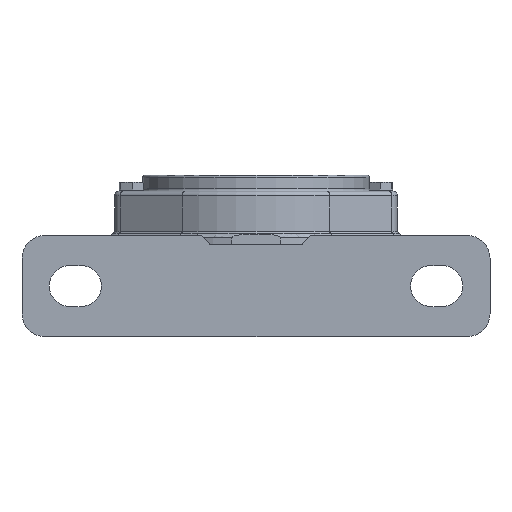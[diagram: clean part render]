
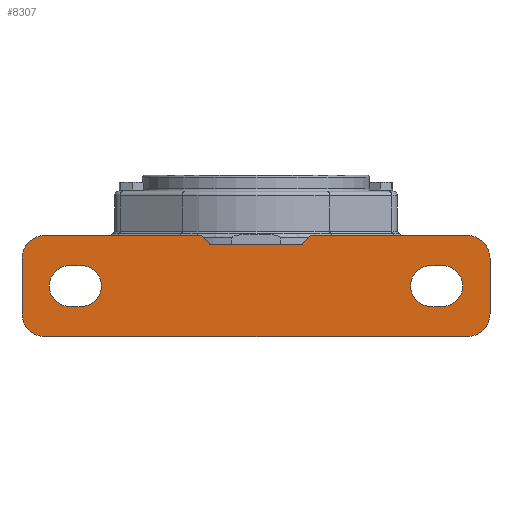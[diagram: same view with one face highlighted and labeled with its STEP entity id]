
A CAD part, front view. The second image highlights one B-rep face of the part: STEP entity #8307.
In plain terms, the highlighted planar face has unit normal (0, -1, 0).
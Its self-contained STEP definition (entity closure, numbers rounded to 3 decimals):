
#251=FACE_BOUND('',#1477,.T.);
#252=FACE_BOUND('',#1478,.T.);
#384=PLANE('',#9237);
#955=FACE_OUTER_BOUND('',#1476,.T.);
#1476=EDGE_LOOP('',(#6736,#6737,#6738,#6739,#6740,#6741,#6742,#6743,#6744,
#6745,#6746,#6747));
#1477=EDGE_LOOP('',(#6748,#6749,#6750,#6751));
#1478=EDGE_LOOP('',(#6752,#6753,#6754,#6755));
#1864=LINE('',#13864,#2381);
#1916=LINE('',#14188,#2433);
#1920=LINE('',#14764,#2437);
#1925=LINE('',#14779,#2442);
#1926=LINE('',#14782,#2443);
#1927=LINE('',#14786,#2444);
#1928=LINE('',#14787,#2445);
#1929=LINE('',#14788,#2446);
#1930=LINE('',#14791,#2447);
#1931=LINE('',#14795,#2448);
#1932=LINE('',#14799,#2449);
#1933=LINE('',#14803,#2450);
#2381=VECTOR('',#10939,10.);
#2433=VECTOR('',#11203,10.);
#2437=VECTOR('',#11257,10.);
#2442=VECTOR('',#11274,10.);
#2443=VECTOR('',#11277,10.);
#2444=VECTOR('',#11280,10.);
#2445=VECTOR('',#11281,10.);
#2446=VECTOR('',#11282,10.);
#2447=VECTOR('',#11283,10.);
#2448=VECTOR('',#11286,10.);
#2449=VECTOR('',#11289,10.);
#2450=VECTOR('',#11292,10.);
#3099=CIRCLE('',#9229,10.);
#3101=CIRCLE('',#9233,10.);
#3102=CIRCLE('',#9235,10.);
#3103=CIRCLE('',#9238,10.);
#3104=CIRCLE('',#9239,9.);
#3105=CIRCLE('',#9240,9.);
#3106=CIRCLE('',#9241,9.);
#3107=CIRCLE('',#9242,9.);
#3624=VERTEX_POINT('',#13861);
#3625=VERTEX_POINT('',#13863);
#3715=VERTEX_POINT('',#14186);
#3724=VERTEX_POINT('',#14757);
#3725=VERTEX_POINT('',#14759);
#3726=VERTEX_POINT('',#14763);
#3728=VERTEX_POINT('',#14769);
#3729=VERTEX_POINT('',#14773);
#3730=VERTEX_POINT('',#14775);
#3731=VERTEX_POINT('',#14781);
#3732=VERTEX_POINT('',#14783);
#3733=VERTEX_POINT('',#14785);
#3734=VERTEX_POINT('',#14789);
#3735=VERTEX_POINT('',#14790);
#3736=VERTEX_POINT('',#14792);
#3737=VERTEX_POINT('',#14794);
#3738=VERTEX_POINT('',#14797);
#3739=VERTEX_POINT('',#14798);
#3740=VERTEX_POINT('',#14800);
#3741=VERTEX_POINT('',#14802);
#4614=EDGE_CURVE('',#3625,#3624,#1864,.T.);
#4744=EDGE_CURVE('',#3715,#3624,#1916,.T.);
#4772=EDGE_CURVE('',#3724,#3725,#3099,.T.);
#4774=EDGE_CURVE('',#3726,#3725,#1920,.T.);
#4777=EDGE_CURVE('',#3726,#3728,#3101,.T.);
#4780=EDGE_CURVE('',#3729,#3730,#3102,.T.);
#4782=EDGE_CURVE('',#3730,#3715,#1925,.T.);
#4783=EDGE_CURVE('',#3731,#3724,#1926,.T.);
#4784=EDGE_CURVE('',#3732,#3731,#3103,.T.);
#4785=EDGE_CURVE('',#3733,#3732,#1927,.T.);
#4786=EDGE_CURVE('',#3625,#3733,#1928,.T.);
#4787=EDGE_CURVE('',#3729,#3728,#1929,.T.);
#4788=EDGE_CURVE('',#3734,#3735,#1930,.T.);
#4789=EDGE_CURVE('',#3735,#3736,#3104,.T.);
#4790=EDGE_CURVE('',#3736,#3737,#1931,.T.);
#4791=EDGE_CURVE('',#3737,#3734,#3105,.T.);
#4792=EDGE_CURVE('',#3738,#3739,#1932,.T.);
#4793=EDGE_CURVE('',#3739,#3740,#3106,.T.);
#4794=EDGE_CURVE('',#3740,#3741,#1933,.T.);
#4795=EDGE_CURVE('',#3741,#3738,#3107,.T.);
#6736=ORIENTED_EDGE('',*,*,#4772,.F.);
#6737=ORIENTED_EDGE('',*,*,#4783,.F.);
#6738=ORIENTED_EDGE('',*,*,#4784,.F.);
#6739=ORIENTED_EDGE('',*,*,#4785,.F.);
#6740=ORIENTED_EDGE('',*,*,#4786,.F.);
#6741=ORIENTED_EDGE('',*,*,#4614,.T.);
#6742=ORIENTED_EDGE('',*,*,#4744,.F.);
#6743=ORIENTED_EDGE('',*,*,#4782,.F.);
#6744=ORIENTED_EDGE('',*,*,#4780,.F.);
#6745=ORIENTED_EDGE('',*,*,#4787,.T.);
#6746=ORIENTED_EDGE('',*,*,#4777,.F.);
#6747=ORIENTED_EDGE('',*,*,#4774,.T.);
#6748=ORIENTED_EDGE('',*,*,#4788,.T.);
#6749=ORIENTED_EDGE('',*,*,#4789,.T.);
#6750=ORIENTED_EDGE('',*,*,#4790,.T.);
#6751=ORIENTED_EDGE('',*,*,#4791,.T.);
#6752=ORIENTED_EDGE('',*,*,#4792,.T.);
#6753=ORIENTED_EDGE('',*,*,#4793,.T.);
#6754=ORIENTED_EDGE('',*,*,#4794,.T.);
#6755=ORIENTED_EDGE('',*,*,#4795,.T.);
#8307=ADVANCED_FACE('',(#955,#251,#252),#384,.T.);
#9229=AXIS2_PLACEMENT_3D('',#14760,#11252,#11253);
#9233=AXIS2_PLACEMENT_3D('',#14770,#11263,#11264);
#9235=AXIS2_PLACEMENT_3D('',#14776,#11269,#11270);
#9237=AXIS2_PLACEMENT_3D('',#14780,#11275,#11276);
#9238=AXIS2_PLACEMENT_3D('',#14784,#11278,#11279);
#9239=AXIS2_PLACEMENT_3D('',#14793,#11284,#11285);
#9240=AXIS2_PLACEMENT_3D('',#14796,#11287,#11288);
#9241=AXIS2_PLACEMENT_3D('',#14801,#11290,#11291);
#9242=AXIS2_PLACEMENT_3D('',#14804,#11293,#11294);
#10939=DIRECTION('',(-1.,0.,0.));
#11203=DIRECTION('',(0.701,0.,-0.713));
#11252=DIRECTION('center_axis',(0.,1.,0.));
#11253=DIRECTION('ref_axis',(0.707,0.,-0.707));
#11257=DIRECTION('',(1.,0.,0.));
#11263=DIRECTION('center_axis',(0.,1.,0.));
#11264=DIRECTION('ref_axis',(-0.707,0.,-0.707));
#11269=DIRECTION('center_axis',(0.,1.,0.));
#11270=DIRECTION('ref_axis',(-0.707,0.,0.707));
#11274=DIRECTION('',(1.,0.,0.));
#11275=DIRECTION('center_axis',(0.,-1.,0.));
#11276=DIRECTION('ref_axis',(0.,0.,-1.));
#11277=DIRECTION('',(0.,0.,-1.));
#11278=DIRECTION('center_axis',(0.,1.,0.));
#11279=DIRECTION('ref_axis',(0.707,0.,0.707));
#11280=DIRECTION('',(1.,0.,0.));
#11281=DIRECTION('',(0.701,0.,0.713));
#11282=DIRECTION('',(0.,0.,-1.));
#11283=DIRECTION('',(1.,0.,0.));
#11284=DIRECTION('center_axis',(0.,1.,0.));
#11285=DIRECTION('ref_axis',(0.,0.,-1.));
#11286=DIRECTION('',(-1.,0.,0.));
#11287=DIRECTION('center_axis',(0.,1.,0.));
#11288=DIRECTION('ref_axis',(0.,0.,1.));
#11289=DIRECTION('',(1.,0.,0.));
#11290=DIRECTION('center_axis',(0.,1.,0.));
#11291=DIRECTION('ref_axis',(0.,0.,-1.));
#11292=DIRECTION('',(-1.,0.,0.));
#11293=DIRECTION('center_axis',(0.,1.,0.));
#11294=DIRECTION('ref_axis',(0.,0.,1.));
#13861=CARTESIAN_POINT('',(-19.946,-57.2,-4.));
#13863=CARTESIAN_POINT('',(19.946,-57.2,-4.));
#13864=CARTESIAN_POINT('',(-51.5,-57.2,-4.));
#14186=CARTESIAN_POINT('',(-23.875,-57.2,0.));
#14188=CARTESIAN_POINT('',(-48.19,-57.2,24.754));
#14757=CARTESIAN_POINT('',(103.,-57.2,-34.5));
#14759=CARTESIAN_POINT('',(93.,-57.2,-44.5));
#14760=CARTESIAN_POINT('Origin',(93.,-57.2,-34.5));
#14763=CARTESIAN_POINT('',(-93.,-57.2,-44.5));
#14764=CARTESIAN_POINT('',(-103.,-57.2,-44.5));
#14769=CARTESIAN_POINT('',(-103.,-57.2,-34.5));
#14770=CARTESIAN_POINT('Origin',(-93.,-57.2,-34.5));
#14773=CARTESIAN_POINT('',(-103.,-57.2,-10.));
#14775=CARTESIAN_POINT('',(-93.,-57.2,0.));
#14776=CARTESIAN_POINT('Origin',(-93.,-57.2,-10.));
#14779=CARTESIAN_POINT('',(-103.,-57.2,0.));
#14780=CARTESIAN_POINT('Origin',(-103.,-57.2,0.));
#14781=CARTESIAN_POINT('',(103.,-57.2,-10.));
#14782=CARTESIAN_POINT('',(103.,-57.2,0.));
#14783=CARTESIAN_POINT('',(93.,-57.2,0.));
#14784=CARTESIAN_POINT('Origin',(93.,-57.2,-10.));
#14785=CARTESIAN_POINT('',(23.875,-57.2,0.));
#14786=CARTESIAN_POINT('',(-103.,-57.2,0.));
#14787=CARTESIAN_POINT('',(-7.998,-57.2,-32.449));
#14788=CARTESIAN_POINT('',(-103.,-57.2,0.));
#14789=CARTESIAN_POINT('',(77.,-57.2,-13.25));
#14790=CARTESIAN_POINT('',(82.,-57.2,-13.25));
#14791=CARTESIAN_POINT('',(-10.5,-57.2,-13.25));
#14792=CARTESIAN_POINT('',(82.,-57.2,-31.25));
#14793=CARTESIAN_POINT('Origin',(82.,-57.2,-22.25));
#14794=CARTESIAN_POINT('',(77.,-57.2,-31.25));
#14795=CARTESIAN_POINT('',(-13.,-57.2,-31.25));
#14796=CARTESIAN_POINT('Origin',(77.,-57.2,-22.25));
#14797=CARTESIAN_POINT('',(-82.,-57.2,-13.25));
#14798=CARTESIAN_POINT('',(-77.,-57.2,-13.25));
#14799=CARTESIAN_POINT('',(-90.,-57.2,-13.25));
#14800=CARTESIAN_POINT('',(-77.,-57.2,-31.25));
#14801=CARTESIAN_POINT('Origin',(-77.,-57.2,-22.25));
#14802=CARTESIAN_POINT('',(-82.,-57.2,-31.25));
#14803=CARTESIAN_POINT('',(-92.5,-57.2,-31.25));
#14804=CARTESIAN_POINT('Origin',(-82.,-57.2,-22.25));
